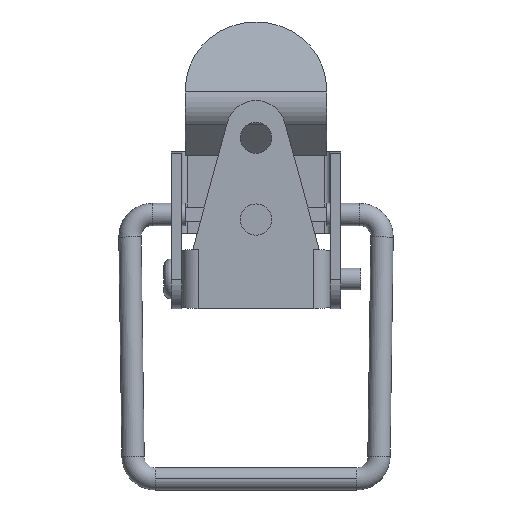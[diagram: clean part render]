
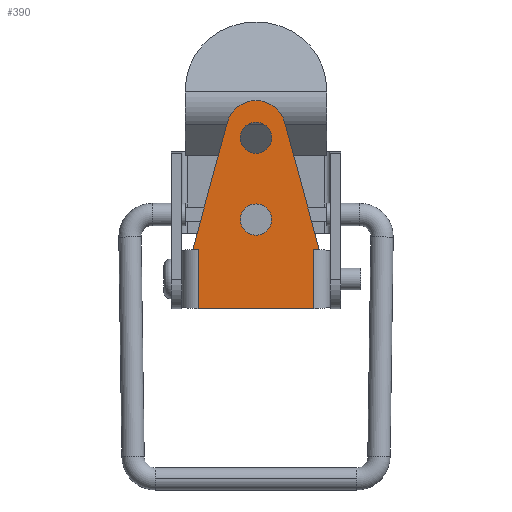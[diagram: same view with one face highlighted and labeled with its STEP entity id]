
A CAD part, front view. The second image highlights one B-rep face of the part: STEP entity #390.
In plain terms, the highlighted planar face has unit normal (0, -1, 0).
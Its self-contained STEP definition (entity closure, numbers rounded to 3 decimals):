
#7 = VERTEX_POINT ( 'NONE', #2366 ) ;
#50 = CARTESIAN_POINT ( 'NONE',  ( 0., -1.5, -18.332 ) ) ;
#57 = VERTEX_POINT ( 'NONE', #2170 ) ;
#66 = ORIENTED_EDGE ( 'NONE', *, *, #223, .T. ) ;
#67 = CARTESIAN_POINT ( 'NONE',  ( 8.5, -1.5, -31.232 ) ) ;
#82 = DIRECTION ( 'NONE',  ( 0., 1., 0. ) ) ;
#97 = DIRECTION ( 'NONE',  ( 0., 0., -1. ) ) ;
#108 = DIRECTION ( 'NONE',  ( 0., 1., 0. ) ) ;
#124 = CARTESIAN_POINT ( 'NONE',  ( 0., -1.5, -15.232 ) ) ;
#217 = DIRECTION ( 'NONE',  ( 0.263, 0., 0.965 ) ) ;
#223 = EDGE_CURVE ( 'NONE', #2885, #871, #1473, .T. ) ;
#390 = ADVANCED_FACE ( 'NONE', ( #1973, #3368, #4036 ), #2868, .T. ) ;
#496 = EDGE_CURVE ( 'NONE', #3290, #57, #889, .T. ) ;
#608 = AXIS2_PLACEMENT_3D ( 'NONE', #2548, #2445, #1370 ) ;
#806 = ORIENTED_EDGE ( 'NONE', *, *, #825, .F. ) ;
#825 = EDGE_CURVE ( 'NONE', #7, #1138, #1528, .T. ) ;
#871 = VERTEX_POINT ( 'NONE', #1762 ) ;
#889 = CIRCLE ( 'NONE', #2444, 2.1 ) ;
#995 = CARTESIAN_POINT ( 'NONE',  ( 0., -1.5, -31.232 ) ) ;
#1010 = ORIENTED_EDGE ( 'NONE', *, *, #1395, .T. ) ;
#1022 = EDGE_CURVE ( 'NONE', #871, #2885, #3736, .T. ) ;
#1028 = DIRECTION ( 'NONE',  ( 1., 0., 0. ) ) ;
#1071 = EDGE_CURVE ( 'NONE', #57, #3290, #3831, .T. ) ;
#1102 = DIRECTION ( 'NONE',  ( 0., 0., 1. ) ) ;
#1112 = DIRECTION ( 'NONE',  ( 0., 1., 0. ) ) ;
#1117 = CARTESIAN_POINT ( 'NONE',  ( 0., -1.5, -16.232 ) ) ;
#1120 = EDGE_CURVE ( 'NONE', #3940, #7, #3973, .T. ) ;
#1138 = VERTEX_POINT ( 'NONE', #3882 ) ;
#1152 = EDGE_CURVE ( 'NONE', #3940, #1574, #3477, .T. ) ;
#1177 = EDGE_CURVE ( 'NONE', #1574, #2829, #3293, .T. ) ;
#1226 = EDGE_CURVE ( 'NONE', #2364, #2829, #3403, .T. ) ;
#1299 = AXIS2_PLACEMENT_3D ( 'NONE', #2748, #2729, #2699 ) ;
#1324 = AXIS2_PLACEMENT_3D ( 'NONE', #3967, #4051, #4057 ) ;
#1341 = EDGE_CURVE ( 'NONE', #2364, #4124, #3093, .T. ) ;
#1342 = CARTESIAN_POINT ( 'NONE',  ( 0., -1.5, -27.232 ) ) ;
#1370 = DIRECTION ( 'NONE',  ( 0., 0., -1. ) ) ;
#1389 = DIRECTION ( 'NONE',  ( 0., 0., 1. ) ) ;
#1395 = EDGE_CURVE ( 'NONE', #4124, #3987, #3044, .T. ) ;
#1443 = ORIENTED_EDGE ( 'NONE', *, *, #1177, .T. ) ;
#1447 = ORIENTED_EDGE ( 'NONE', *, *, #1071, .T. ) ;
#1473 = CIRCLE ( 'NONE', #3268, 2.1 ) ;
#1489 = ORIENTED_EDGE ( 'NONE', *, *, #1120, .F. ) ;
#1507 = EDGE_CURVE ( 'NONE', #3672, #3987, #2905, .T. ) ;
#1528 = CIRCLE ( 'NONE', #2532, 4. ) ;
#1574 = VERTEX_POINT ( 'NONE', #3189 ) ;
#1583 = EDGE_CURVE ( 'NONE', #1138, #3672, #2851, .T. ) ;
#1762 = CARTESIAN_POINT ( 'NONE',  ( 0., -1.5, -25.132 ) ) ;
#1973 = FACE_BOUND ( 'NONE', #3743, .T. ) ;
#1981 = CARTESIAN_POINT ( 'NONE',  ( 0., -1.5, -31.232 ) ) ;
#2028 = DIRECTION ( 'NONE',  ( 0., 0., 1. ) ) ;
#2060 = ORIENTED_EDGE ( 'NONE', *, *, #1152, .T. ) ;
#2170 = CARTESIAN_POINT ( 'NONE',  ( 0., -1.5, -14.132 ) ) ;
#2183 = DIRECTION ( 'NONE',  ( 0., 0., 1. ) ) ;
#2231 = ORIENTED_EDGE ( 'NONE', *, *, #1226, .F. ) ;
#2297 = CARTESIAN_POINT ( 'NONE',  ( -7.763, -1.5, -39.232 ) ) ;
#2304 = CARTESIAN_POINT ( 'NONE',  ( 7.763, -1.5, -39.232 ) ) ;
#2361 = DIRECTION ( 'NONE',  ( 0., 1., 0. ) ) ;
#2364 = VERTEX_POINT ( 'NONE', #4077 ) ;
#2366 = CARTESIAN_POINT ( 'NONE',  ( -3.86, -1.5, -14.182 ) ) ;
#2377 = CARTESIAN_POINT ( 'NONE',  ( 0., -1.5, -27.232 ) ) ;
#2424 = ORIENTED_EDGE ( 'NONE', *, *, #1507, .F. ) ;
#2444 = AXIS2_PLACEMENT_3D ( 'NONE', #1117, #1112, #1102 ) ;
#2445 = DIRECTION ( 'NONE',  ( 0., 1., 0. ) ) ;
#2532 = AXIS2_PLACEMENT_3D ( 'NONE', #124, #108, #97 ) ;
#2548 = CARTESIAN_POINT ( 'NONE',  ( 0., -1.5, -15.232 ) ) ;
#2555 = EDGE_LOOP ( 'NONE', ( #1489, #2060, #1443, #2231, #2796, #1010, #2424, #3193, #806 ) ) ;
#2699 = DIRECTION ( 'NONE',  ( 0., 0., -1. ) ) ;
#2729 = DIRECTION ( 'NONE',  ( 0., -1., 0. ) ) ;
#2748 = CARTESIAN_POINT ( 'NONE',  ( 0., -1.5, -15.232 ) ) ;
#2796 = ORIENTED_EDGE ( 'NONE', *, *, #1341, .T. ) ;
#2829 = VERTEX_POINT ( 'NONE', #2297 ) ;
#2851 = CIRCLE ( 'NONE', #608, 4. ) ;
#2868 = PLANE ( 'NONE',  #1299 ) ;
#2876 = CARTESIAN_POINT ( 'NONE',  ( 3.86, -1.5, -14.182 ) ) ;
#2885 = VERTEX_POINT ( 'NONE', #3448 ) ;
#2902 = VECTOR ( 'NONE', #3573, 1000. ) ;
#2905 = LINE ( 'NONE', #4083, #2902 ) ;
#2925 = DIRECTION ( 'NONE',  ( 0., 0., -1. ) ) ;
#2968 = ORIENTED_EDGE ( 'NONE', *, *, #496, .T. ) ;
#3039 = VECTOR ( 'NONE', #3990, 1000. ) ;
#3044 = LINE ( 'NONE', #1981, #3039 ) ;
#3053 = VECTOR ( 'NONE', #2183, 1000. ) ;
#3093 = LINE ( 'NONE', #2304, #3053 ) ;
#3189 = CARTESIAN_POINT ( 'NONE',  ( -7.763, -1.5, -31.232 ) ) ;
#3193 = ORIENTED_EDGE ( 'NONE', *, *, #1583, .F. ) ;
#3268 = AXIS2_PLACEMENT_3D ( 'NONE', #2377, #2361, #2028 ) ;
#3290 = VERTEX_POINT ( 'NONE', #50 ) ;
#3293 = LINE ( 'NONE', #3972, #3304 ) ;
#3297 = EDGE_LOOP ( 'NONE', ( #1447, #2968 ) ) ;
#3304 = VECTOR ( 'NONE', #2925, 1000. ) ;
#3344 = CARTESIAN_POINT ( 'NONE',  ( -8.5, -1.5, -31.232 ) ) ;
#3352 = AXIS2_PLACEMENT_3D ( 'NONE', #1342, #82, #1389 ) ;
#3368 = FACE_BOUND ( 'NONE', #3297, .T. ) ;
#3403 = LINE ( 'NONE', #4161, #3881 ) ;
#3448 = CARTESIAN_POINT ( 'NONE',  ( 0., -1.5, -29.332 ) ) ;
#3477 = LINE ( 'NONE', #995, #3885 ) ;
#3544 = VECTOR ( 'NONE', #217, 1000. ) ;
#3573 = DIRECTION ( 'NONE',  ( 0.263, 0., -0.965 ) ) ;
#3672 = VERTEX_POINT ( 'NONE', #2876 ) ;
#3736 = CIRCLE ( 'NONE', #3352, 2.1 ) ;
#3743 = EDGE_LOOP ( 'NONE', ( #4182, #66 ) ) ;
#3831 = CIRCLE ( 'NONE', #1324, 2.1 ) ;
#3881 = VECTOR ( 'NONE', #4168, 1000. ) ;
#3882 = CARTESIAN_POINT ( 'NONE',  ( 0., -1.5, -11.232 ) ) ;
#3885 = VECTOR ( 'NONE', #1028, 1000. ) ;
#3940 = VERTEX_POINT ( 'NONE', #3344 ) ;
#3967 = CARTESIAN_POINT ( 'NONE',  ( 0., -1.5, -16.232 ) ) ;
#3972 = CARTESIAN_POINT ( 'NONE',  ( -7.763, -1.5, -31.232 ) ) ;
#3973 = LINE ( 'NONE', #4063, #3544 ) ;
#3987 = VERTEX_POINT ( 'NONE', #67 ) ;
#3990 = DIRECTION ( 'NONE',  ( 1., 0., 0. ) ) ;
#4036 = FACE_OUTER_BOUND ( 'NONE', #2555, .T. ) ;
#4051 = DIRECTION ( 'NONE',  ( 0., 1., 0. ) ) ;
#4057 = DIRECTION ( 'NONE',  ( 0., 0., 1. ) ) ;
#4058 = CARTESIAN_POINT ( 'NONE',  ( 7.763, -1.5, -31.232 ) ) ;
#4063 = CARTESIAN_POINT ( 'NONE',  ( -3.86, -1.5, -14.182 ) ) ;
#4077 = CARTESIAN_POINT ( 'NONE',  ( 7.763, -1.5, -39.232 ) ) ;
#4083 = CARTESIAN_POINT ( 'NONE',  ( 3.86, -1.5, -14.182 ) ) ;
#4124 = VERTEX_POINT ( 'NONE', #4058 ) ;
#4161 = CARTESIAN_POINT ( 'NONE',  ( -8.5, -1.5, -39.232 ) ) ;
#4168 = DIRECTION ( 'NONE',  ( -1., 0., 0. ) ) ;
#4182 = ORIENTED_EDGE ( 'NONE', *, *, #1022, .T. ) ;
